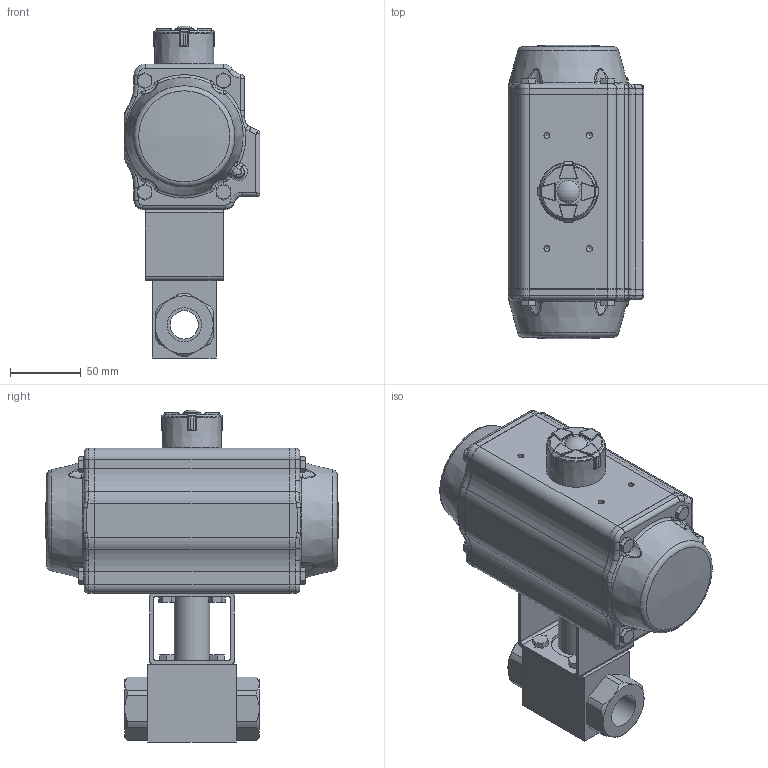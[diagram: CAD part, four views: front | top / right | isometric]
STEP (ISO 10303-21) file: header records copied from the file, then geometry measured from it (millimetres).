
FILE_DESCRIPTION(/* description */ ('Unknown'),/* implementation_level */ '2;1');
FILE_NAME(/* name */ 'DW04 4500_9769-05',/* time_stamp */ '2023-08-17T08:03:31+02:00',/* author */ ('Unknown'),/* organization */ ('Unknown'),/* preprocessor_version */ 'ST-DEVELOPER v18.102',/* originating_system */ 'Solid Edge',/* authorisation */ 'Unknown');
FILE_SCHEMA (('AUTOMOTIVE_DESIGN {1 0 10303 214 3 1 1}'));
Length unit declared in the file: millimetre
Products named in the file (13): AE50-7.500.020; DW04_FR03_(DW70_FR52); ____; ________(___________; _____________; ______; hex head bolts-full thread grade c gb_GB_FASTENER_BOLT_HHBFTC M6X20-N; cup head nib bolts with large head gb_GB_FASTENER_BOLT_CHNBW M6X25-N; KP-75; F05_F05; 7.500.020; Spindeladapter SW11, Aufbau 50 ( 7.500.020); DIN558_M_6x12.1.3
Assembly tree (28 placements, depth 4):
  AE50-7.500.020
    DW04_FR03_(DW70_FR52)
      ____
        ________(___________  x2
        _____________  x2
        ______
      hex head bolts-full thread grade c gb_GB_FASTENER_BOLT_HHBFTC M6X20-N  x8
      cup head nib bolts with large head gb_GB_FASTENER_BOLT_CHNBW M6X25-N
      KP-75
    F05_F05
    7.500.020
    Spindeladapter SW11, Aufbau 50 ( 7.500.020)
    DIN558_M_6x12.1.3  x8
Bounding box: 96 x 206.95 x 234.41 mm (x, y, z)
Volume: 1797984.8 mm3; surface area: 169345.5 mm2
Topology: 26 solids, 26 shells, 1216 faces, 2889 edges, 1759 vertices
Faces by surface type: plane 455, cylinder 346, cone 161, bspline 144, torus 93, sphere 17
Full cylindrical faces by diameter (mm): 3 x18, 3.3 x8, 4.2 x8, 4.66 x1, 4.917 x8, 5 x13, 6 x17, 6.2 x1, 6.8 x4, 7 x8, 8.8 x2, 20 x1, 21.8 x1, 24.117 x2, 24.6 x1, 25 x1, 32 x2, 35 x2, 38.5 x1
Entity records: 31089 total; most frequent: CARTESIAN_POINT 10836, ORIENTED_EDGE 3836, DIRECTION 3834, EDGE_CURVE 1918, AXIS2_PLACEMENT_3D 1541, VERTEX_POINT 1271, FACE_BOUND 1087, EDGE_LOOP 1056
